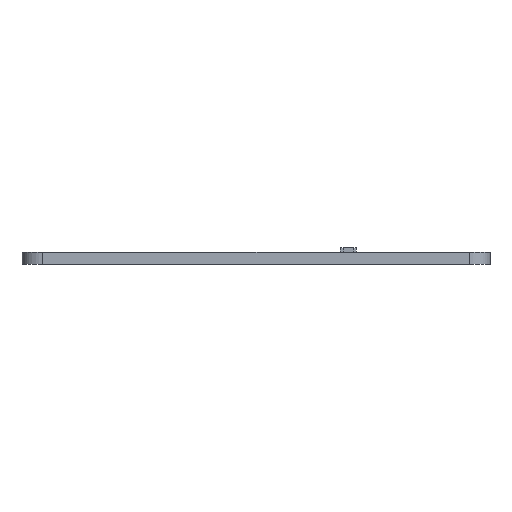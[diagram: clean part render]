
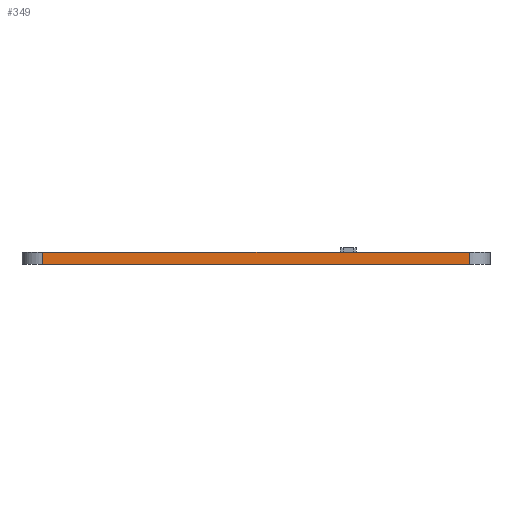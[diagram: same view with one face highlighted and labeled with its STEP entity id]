
A CAD part, left-side view. The second image highlights one B-rep face of the part: STEP entity #349.
In plain terms, the highlighted planar face has unit normal (-1, 0, 0).
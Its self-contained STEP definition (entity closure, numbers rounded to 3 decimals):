
#53 = EDGE_CURVE('',#54,#56,#58,.T.);
#54 = VERTEX_POINT('',#55);
#55 = CARTESIAN_POINT('',(8.69,2.54,0.));
#56 = VERTEX_POINT('',#57);
#57 = CARTESIAN_POINT('',(8.69,2.54,1.591));
#58 = LINE('',#59,#60);
#59 = CARTESIAN_POINT('',(8.69,2.54,0.));
#60 = VECTOR('',#61,1.);
#61 = DIRECTION('',(0.,0.,1.));
#322 = VERTEX_POINT('',#323);
#323 = CARTESIAN_POINT('',(8.69,58.166,1.591));
#330 = EDGE_CURVE('',#331,#322,#333,.T.);
#331 = VERTEX_POINT('',#332);
#332 = CARTESIAN_POINT('',(8.69,58.166,0.));
#333 = LINE('',#334,#335);
#334 = CARTESIAN_POINT('',(8.69,58.166,0.));
#335 = VECTOR('',#336,1.);
#336 = DIRECTION('',(0.,0.,1.));
#349 = ADVANCED_FACE('',(#350),#366,.F.);
#350 = FACE_BOUND('',#351,.F.);
#351 = EDGE_LOOP('',(#352,#353,#359,#360));
#352 = ORIENTED_EDGE('',*,*,#330,.T.);
#353 = ORIENTED_EDGE('',*,*,#354,.T.);
#354 = EDGE_CURVE('',#322,#56,#355,.T.);
#355 = LINE('',#356,#357);
#356 = CARTESIAN_POINT('',(8.69,58.166,1.591));
#357 = VECTOR('',#358,1.);
#358 = DIRECTION('',(0.,-1.,0.));
#359 = ORIENTED_EDGE('',*,*,#53,.F.);
#360 = ORIENTED_EDGE('',*,*,#361,.F.);
#361 = EDGE_CURVE('',#331,#54,#362,.T.);
#362 = LINE('',#363,#364);
#363 = CARTESIAN_POINT('',(8.69,58.166,0.));
#364 = VECTOR('',#365,1.);
#365 = DIRECTION('',(0.,-1.,0.));
#366 = PLANE('',#367);
#367 = AXIS2_PLACEMENT_3D('',#368,#369,#370);
#368 = CARTESIAN_POINT('',(8.69,58.166,0.));
#369 = DIRECTION('',(1.,0.,-0.));
#370 = DIRECTION('',(0.,-1.,0.));
